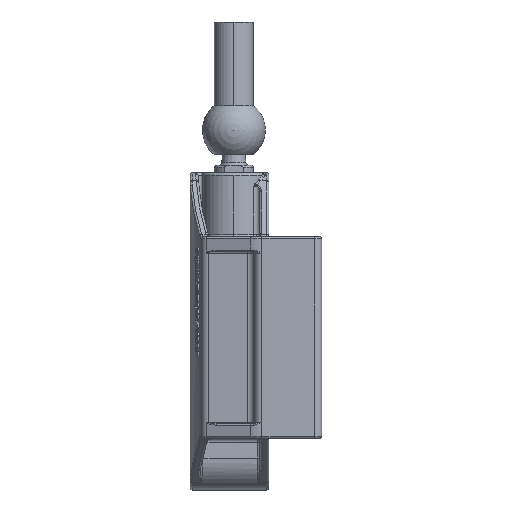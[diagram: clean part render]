
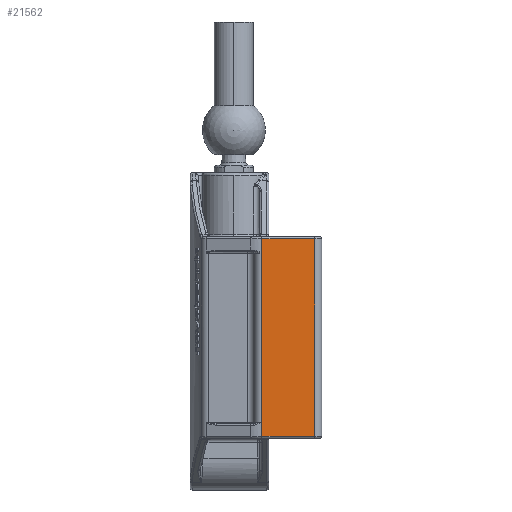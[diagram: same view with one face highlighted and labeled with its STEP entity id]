
A CAD part, left-side view. The second image highlights one B-rep face of the part: STEP entity #21562.
In plain terms, the highlighted planar face has unit normal (-1, 0, 0).
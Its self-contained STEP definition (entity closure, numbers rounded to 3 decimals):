
#5768 = DIRECTION ( 'NONE',  ( 0., 0., 1. ) ) ;
#5793 = DIRECTION ( 'NONE',  ( -1., 0., 0. ) ) ;
#5841 = CARTESIAN_POINT ( 'NONE',  ( -21., 1.5, -41. ) ) ;
#6711 = PLANE ( 'NONE',  #11454 ) ;
#7508 = LINE ( 'NONE', #67217, #61419 ) ;
#8317 = VERTEX_POINT ( 'NONE', #32753 ) ;
#9480 = VECTOR ( 'NONE', #45697, 1000. ) ;
#11454 = AXIS2_PLACEMENT_3D ( 'NONE', #5841, #5793, #5768 ) ;
#13106 = VERTEX_POINT ( 'NONE', #53518 ) ;
#16145 = EDGE_LOOP ( 'NONE', ( #49544, #31455, #36701, #51889 ) ) ;
#17247 = FACE_OUTER_BOUND ( 'NONE', #16145, .T. ) ;
#18925 = DIRECTION ( 'NONE',  ( 0., 0., 1. ) ) ;
#19601 = CARTESIAN_POINT ( 'NONE',  ( -21., 12.196, -0.4 ) ) ;
#21364 = VECTOR ( 'NONE', #35224, 1000. ) ;
#21562 = ADVANCED_FACE ( 'NONE', ( #17247 ), #6711, .T. ) ;
#23632 = CARTESIAN_POINT ( 'NONE',  ( -21., 1.5, -40.6 ) ) ;
#24236 = LINE ( 'NONE', #23632, #51424 ) ;
#26781 = CARTESIAN_POINT ( 'NONE',  ( -21., 1.5, -40.6 ) ) ;
#29152 = DIRECTION ( 'NONE',  ( 0., -1., 0. ) ) ;
#29651 = EDGE_CURVE ( 'NONE', #8317, #49440, #50241, .T. ) ;
#31455 = ORIENTED_EDGE ( 'NONE', *, *, #41348, .T. ) ;
#32753 = CARTESIAN_POINT ( 'NONE',  ( -21., 1.5, -0.4 ) ) ;
#35207 = CARTESIAN_POINT ( 'NONE',  ( -21., 12.196, -0.4 ) ) ;
#35224 = DIRECTION ( 'NONE',  ( 0., 1., 0. ) ) ;
#36701 = ORIENTED_EDGE ( 'NONE', *, *, #55234, .T. ) ;
#41348 = EDGE_CURVE ( 'NONE', #13106, #66632, #24236, .T. ) ;
#44082 = EDGE_CURVE ( 'NONE', #13106, #49440, #7508, .T. ) ;
#45697 = DIRECTION ( 'NONE',  ( 0., 0., 1. ) ) ;
#49440 = VERTEX_POINT ( 'NONE', #19601 ) ;
#49544 = ORIENTED_EDGE ( 'NONE', *, *, #44082, .F. ) ;
#50241 = LINE ( 'NONE', #35207, #21364 ) ;
#51424 = VECTOR ( 'NONE', #29152, 1000. ) ;
#51889 = ORIENTED_EDGE ( 'NONE', *, *, #29651, .T. ) ;
#52680 = LINE ( 'NONE', #61334, #9480 ) ;
#53518 = CARTESIAN_POINT ( 'NONE',  ( -21., 12.196, -40.6 ) ) ;
#55234 = EDGE_CURVE ( 'NONE', #66632, #8317, #52680, .T. ) ;
#61334 = CARTESIAN_POINT ( 'NONE',  ( -21., 1.5, -41. ) ) ;
#61419 = VECTOR ( 'NONE', #18925, 1000. ) ;
#66632 = VERTEX_POINT ( 'NONE', #26781 ) ;
#67217 = CARTESIAN_POINT ( 'NONE',  ( -21., 12.196, -41. ) ) ;
